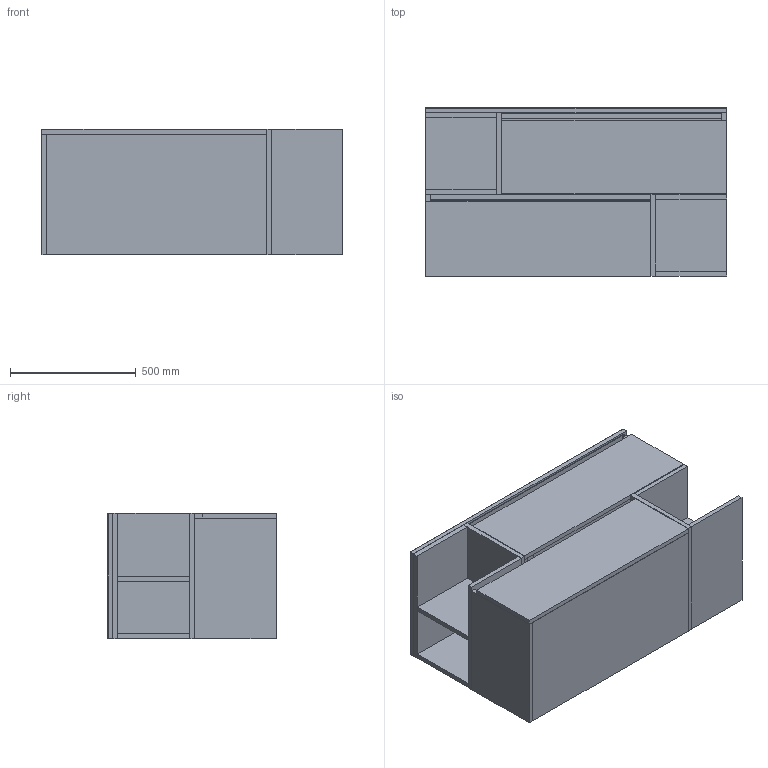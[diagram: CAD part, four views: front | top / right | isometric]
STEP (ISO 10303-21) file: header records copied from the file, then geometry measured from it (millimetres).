
FILE_DESCRIPTION(/* description */ (''),/* implementation_level */ '2;1');
FILE_NAME(/* name */ 'Urban New York R.stp',/* time_stamp */ '2025-12-26T13:15:55+02:00',/* author */ ('Bp777'),/* organization */ (''),/* preprocessor_version */ 'ST-DEVELOPER v20',/* originating_system */ 'Autodesk Inventor 2025',/* authorisation */ '');
FILE_SCHEMA (('AUTOMOTIVE_DESIGN { 1 0 10303 214 3 1 1 }'));
Length unit declared in the file: millimetre
Products named in the file (3): Сборка1; модель зд конструктор 
мдф_MIR; New York L 1200_MIR2
Assembly tree (2 placements, depth 2):
  Сборка1
    модель зд конструктор 
мдф_MIR
    New York L 1200_MIR2
Bounding box: 1200 x 670 x 500 mm (x, y, z)
Volume: 85184310.5 mm3; surface area: 11123628.5 mm2
Topology: 40 solids, 40 shells, 405 faces, 922 edges, 603 vertices
Faces by surface type: plane 316, cylinder 37, bspline 33, torus 13, sphere 4, cone 2
Full cylindrical faces by diameter (mm): 6 x4, 35 x1, 45 x1, 86 x1, 90 x1
Entity records: 28546 total; most frequent: CARTESIAN_POINT 19352, ORIENTED_EDGE 1844, DIRECTION 1732, EDGE_CURVE 922, LINE 714, VECTOR 714, VERTEX_POINT 603, AXIS2_PLACEMENT_3D 509
